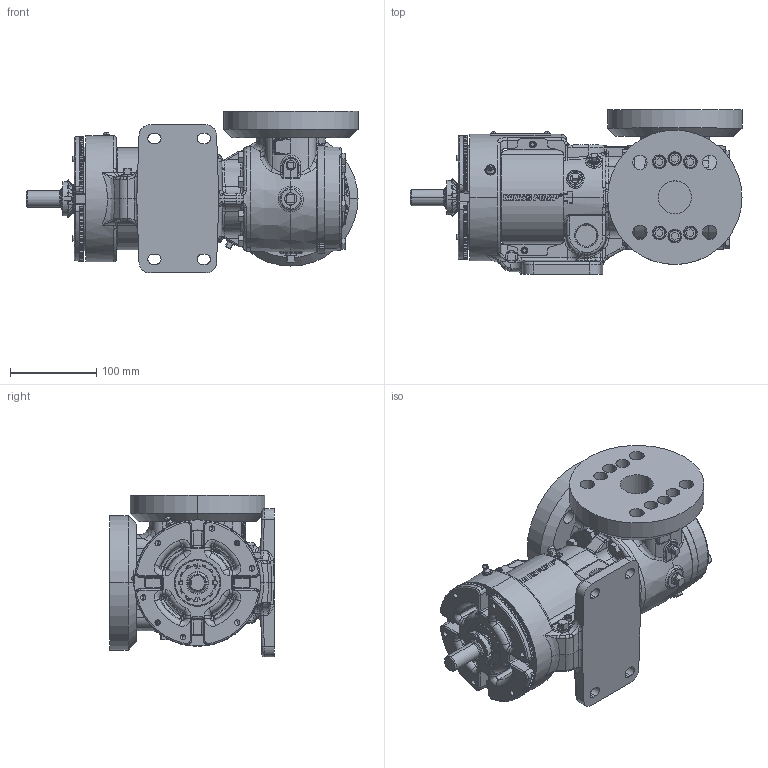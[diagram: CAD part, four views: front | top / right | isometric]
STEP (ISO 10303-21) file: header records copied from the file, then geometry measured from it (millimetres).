
FILE_DESCRIPTION (( 'STEP AP214' ), '1' );
FILE_NAME ('HV-4289.step', '2025-12-05T05:30:04', ( '' ), ( '' ), 'SwSTEP 2.0', 'SolidWorks 2024', '' );
FILE_SCHEMA (( 'AUTOMOTIVE_DESIGN' ));
Length unit declared in the file: inch
Products named in the file (1): HV-4289
Bounding box: 384.01 x 190.5 x 187.32 mm (x, y, z)
Volume: 4425907.2 mm3; surface area: 428192.1 mm2
Topology: 1 solids, 1 shells, 4372 faces, 11104 edges, 6959 vertices
Faces by surface type: plane 1470, bspline 1345, cylinder 877, cone 494, torus 112, sphere 74
Entity records: 183683 total; most frequent: CARTESIAN_POINT 88709, ORIENTED_EDGE 22084, DIRECTION 16113, EDGE_CURVE 11042, VERTEX_POINT 6951, AXIS2_PLACEMENT_3D 5768, EDGE_LOOP 4681, LINE 4577
